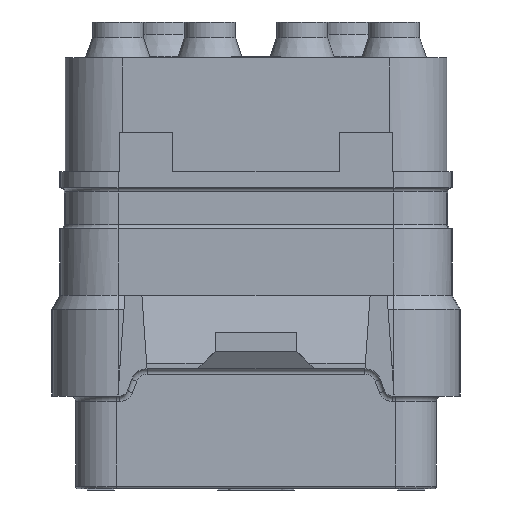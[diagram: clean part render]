
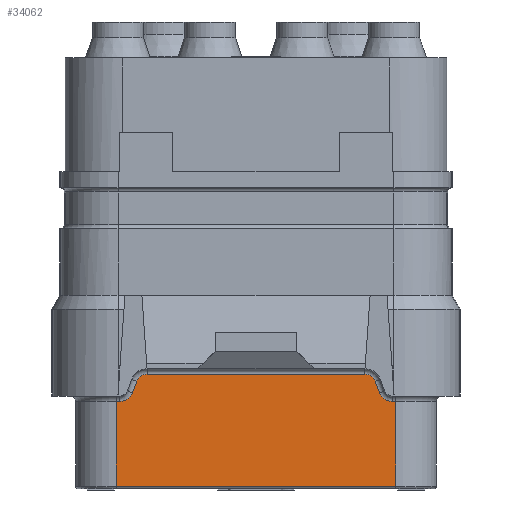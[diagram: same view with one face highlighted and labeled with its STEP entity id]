
A CAD part, front view. The second image highlights one B-rep face of the part: STEP entity #34062.
In plain terms, the highlighted planar face has unit normal (0, -1, 0).
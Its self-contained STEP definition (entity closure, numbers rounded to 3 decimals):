
#3404=DIRECTION('',(-1.,0.,0.));
#3405=VECTOR('',#3404,10.25);
#3406=CARTESIAN_POINT('',(5.125,-5.725,-11.54));
#3407=LINE('',#3406,#3405);
#6721=DIRECTION('',(1.,0.,0.));
#6722=VECTOR('',#6721,0.125);
#6723=CARTESIAN_POINT('',(-5.125,-5.725,-8.43));
#6724=LINE('',#6723,#6722);
#6725=CARTESIAN_POINT('',(-5.,-5.725,-7.93));
#6726=DIRECTION('',(0.,-1.,0.));
#6727=DIRECTION('',(0.,0.,-1.));
#6728=AXIS2_PLACEMENT_3D('',#6725,#6726,#6727);
#6730=DIRECTION('',(0.354,0.,0.935));
#6731=VECTOR('',#6730,0.447);
#6732=CARTESIAN_POINT('',(-4.532,-5.725,-8.107));
#6733=LINE('',#6732,#6731);
#6734=CARTESIAN_POINT('',(-4.,-5.725,-7.83));
#6735=DIRECTION('',(0.,1.,0.));
#6736=DIRECTION('',(-0.935,0.,0.354));
#6737=AXIS2_PLACEMENT_3D('',#6734,#6735,#6736);
#6739=DIRECTION('',(1.,0.,0.));
#6740=VECTOR('',#6739,8.);
#6741=CARTESIAN_POINT('',(-4.,-5.725,-7.43));
#6742=LINE('',#6741,#6740);
#6743=CARTESIAN_POINT('',(4.,-5.725,-7.83));
#6744=DIRECTION('',(0.,1.,0.));
#6745=DIRECTION('',(0.,0.,1.));
#6746=AXIS2_PLACEMENT_3D('',#6743,#6744,#6745);
#6748=DIRECTION('',(0.354,0.,-0.935));
#6749=VECTOR('',#6748,0.447);
#6750=CARTESIAN_POINT('',(4.374,-5.725,-7.689));
#6751=LINE('',#6750,#6749);
#6752=CARTESIAN_POINT('',(5.,-5.725,-7.93));
#6753=DIRECTION('',(0.,-1.,0.));
#6754=DIRECTION('',(-0.935,0.,-0.354));
#6755=AXIS2_PLACEMENT_3D('',#6752,#6753,#6754);
#6757=DIRECTION('',(1.,0.,0.));
#6758=VECTOR('',#6757,0.125);
#6759=CARTESIAN_POINT('',(5.,-5.725,-8.43));
#6760=LINE('',#6759,#6758);
#6761=DIRECTION('',(0.,0.,-1.));
#6762=VECTOR('',#6761,3.11);
#6763=CARTESIAN_POINT('',(5.125,-5.725,-8.43));
#6764=LINE('',#6763,#6762);
#6780=DIRECTION('',(0.,0.,-1.));
#6781=VECTOR('',#6780,3.11);
#6782=CARTESIAN_POINT('',(-5.125,-5.725,-8.43));
#6783=LINE('',#6782,#6781);
#22442=CARTESIAN_POINT('',(5.125,-5.725,-11.54));
#22443=VERTEX_POINT('',#22442);
#22444=CARTESIAN_POINT('',(-5.125,-5.725,-11.54));
#22445=VERTEX_POINT('',#22444);
#23738=CARTESIAN_POINT('',(-5.125,-5.725,-8.43));
#23739=VERTEX_POINT('',#23738);
#23742=CARTESIAN_POINT('',(-5.,-5.725,-8.43));
#23743=VERTEX_POINT('',#23742);
#23746=CARTESIAN_POINT('',(-4.532,-5.725,-8.107));
#23747=VERTEX_POINT('',#23746);
#23750=CARTESIAN_POINT('',(-4.374,-5.725,-7.689));
#23751=VERTEX_POINT('',#23750);
#23754=CARTESIAN_POINT('',(-4.,-5.725,-7.43));
#23755=VERTEX_POINT('',#23754);
#23758=CARTESIAN_POINT('',(4.,-5.725,-7.43));
#23759=VERTEX_POINT('',#23758);
#23762=CARTESIAN_POINT('',(4.374,-5.725,-7.689));
#23763=VERTEX_POINT('',#23762);
#23766=CARTESIAN_POINT('',(4.532,-5.725,-8.107));
#23767=VERTEX_POINT('',#23766);
#23770=CARTESIAN_POINT('',(5.,-5.725,-8.43));
#23771=VERTEX_POINT('',#23770);
#23774=CARTESIAN_POINT('',(5.125,-5.725,-8.43));
#23775=VERTEX_POINT('',#23774);
#34034=CARTESIAN_POINT('',(5.125,-5.725,-8.23));
#34035=DIRECTION('',(0.,-1.,0.));
#34036=DIRECTION('',(-1.,0.,0.));
#34037=AXIS2_PLACEMENT_3D('',#34034,#34035,#34036);
#34038=PLANE('',#34037);
#34040=ORIENTED_EDGE('',*,*,#34039,.T.);
#34042=ORIENTED_EDGE('',*,*,#34041,.T.);
#34044=ORIENTED_EDGE('',*,*,#34043,.T.);
#34046=ORIENTED_EDGE('',*,*,#34045,.T.);
#34048=ORIENTED_EDGE('',*,*,#34047,.T.);
#34050=ORIENTED_EDGE('',*,*,#34049,.T.);
#34052=ORIENTED_EDGE('',*,*,#34051,.T.);
#34054=ORIENTED_EDGE('',*,*,#34053,.T.);
#34055=ORIENTED_EDGE('',*,*,#34024,.T.);
#34056=ORIENTED_EDGE('',*,*,#33999,.T.);
#34057=ORIENTED_EDGE('',*,*,#29491,.T.);
#34059=ORIENTED_EDGE('',*,*,#34058,.F.);
#34060=EDGE_LOOP('',(#34040,#34042,#34044,#34046,#34048,#34050,#34052,#34054,
#34055,#34056,#34057,#34059));
#34061=FACE_OUTER_BOUND('',#34060,.F.);
#34062=ADVANCED_FACE('',(#34061),#34038,.T.);
#6729=CIRCLE('',#6728,0.5);
#6738=CIRCLE('',#6737,0.4);
#6747=CIRCLE('',#6746,0.4);
#6756=CIRCLE('',#6755,0.5);
#29491=EDGE_CURVE('',#22443,#22445,#3407,.T.);
#33999=EDGE_CURVE('',#23775,#22443,#6764,.T.);
#34024=EDGE_CURVE('',#23771,#23775,#6760,.T.);
#34039=EDGE_CURVE('',#23739,#23743,#6724,.T.);
#34041=EDGE_CURVE('',#23743,#23747,#6729,.T.);
#34043=EDGE_CURVE('',#23747,#23751,#6733,.T.);
#34045=EDGE_CURVE('',#23751,#23755,#6738,.T.);
#34047=EDGE_CURVE('',#23755,#23759,#6742,.T.);
#34049=EDGE_CURVE('',#23759,#23763,#6747,.T.);
#34051=EDGE_CURVE('',#23763,#23767,#6751,.T.);
#34053=EDGE_CURVE('',#23767,#23771,#6756,.T.);
#34058=EDGE_CURVE('',#23739,#22445,#6783,.T.);
